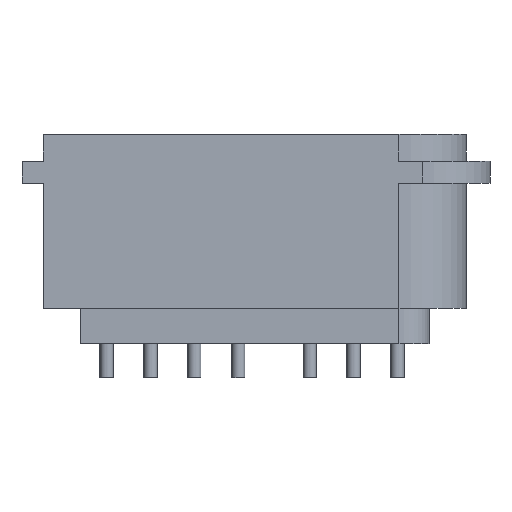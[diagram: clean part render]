
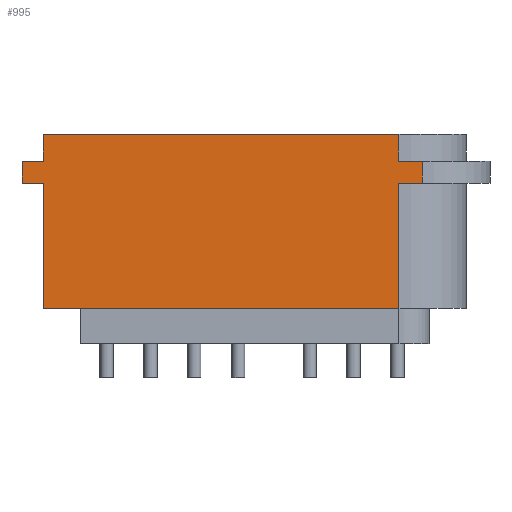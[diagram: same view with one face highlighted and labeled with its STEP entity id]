
A CAD part, front view. The second image highlights one B-rep face of the part: STEP entity #995.
In plain terms, the highlighted planar face has unit normal (0, -1, 0).
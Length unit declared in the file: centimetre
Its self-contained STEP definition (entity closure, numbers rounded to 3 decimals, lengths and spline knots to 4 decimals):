
#156=VECTOR('',#1288,1.);
#162=VECTOR('',#1297,1.);
#163=VECTOR('',#1302,1.);
#165=VECTOR('',#1307,1.);
#168=VECTOR('',#1313,1.);
#169=VECTOR('',#1315,1.);
#170=VECTOR('',#1316,1.);
#171=VECTOR('',#1317,1.);
#172=VECTOR('',#1318,1.);
#173=VECTOR('',#1319,1.);
#224=LINE('',#1558,#156);
#230=LINE('',#1574,#162);
#231=LINE('',#1579,#163);
#233=LINE('',#1585,#165);
#236=LINE('',#1592,#168);
#237=LINE('',#1595,#169);
#238=LINE('',#1597,#170);
#239=LINE('',#1599,#171);
#240=LINE('',#1600,#172);
#241=LINE('',#1603,#173);
#277=PLANE('',#1090);
#343=VERTEX_POINT('',#1559);
#344=VERTEX_POINT('',#1560);
#348=VERTEX_POINT('',#1569);
#350=VERTEX_POINT('',#1573);
#351=VERTEX_POINT('',#1577);
#353=VERTEX_POINT('',#1580);
#356=VERTEX_POINT('',#1591);
#357=VERTEX_POINT('',#1594);
#358=VERTEX_POINT('',#1596);
#359=VERTEX_POINT('',#1598);
#360=VERTEX_POINT('',#1601);
#361=VERTEX_POINT('',#1602);
#487=EDGE_CURVE('',#343,#344,#224,.T.);
#494=EDGE_CURVE('',#348,#350,#230,.T.);
#496=EDGE_CURVE('',#351,#353,#231,.T.);
#499=EDGE_CURVE('',#350,#353,#233,.T.);
#503=EDGE_CURVE('',#351,#356,#236,.T.);
#504=EDGE_CURVE('',#357,#348,#236,.T.);
#505=EDGE_CURVE('',#356,#358,#237,.T.);
#506=EDGE_CURVE('',#358,#359,#238,.T.);
#507=EDGE_CURVE('',#359,#343,#239,.T.);
#508=EDGE_CURVE('',#360,#344,#240,.T.);
#509=EDGE_CURVE('',#360,#361,#238,.T.);
#510=EDGE_CURVE('',#357,#361,#241,.T.);
#697=ORIENTED_EDGE('',*,*,#504,.T.);
#698=ORIENTED_EDGE('',*,*,#494,.T.);
#699=ORIENTED_EDGE('',*,*,#499,.T.);
#700=ORIENTED_EDGE('',*,*,#496,.F.);
#701=ORIENTED_EDGE('',*,*,#503,.T.);
#702=ORIENTED_EDGE('',*,*,#505,.T.);
#703=ORIENTED_EDGE('',*,*,#506,.T.);
#704=ORIENTED_EDGE('',*,*,#507,.T.);
#705=ORIENTED_EDGE('',*,*,#487,.T.);
#706=ORIENTED_EDGE('',*,*,#508,.F.);
#707=ORIENTED_EDGE('',*,*,#509,.T.);
#708=ORIENTED_EDGE('',*,*,#510,.F.);
#838=EDGE_LOOP('',(#697,#698,#699,#700,#701,#702,#703,#704,#705,#706,#707,
#708));
#936=FACE_BOUND('',#838,.T.);
#995=ADVANCED_FACE('',(#936),#277,.T.);
#1090=AXIS2_PLACEMENT_3D('',#1593,#1314,$);
#1288=DIRECTION('',(-1.,0.,0.));
#1297=DIRECTION('',(0.,0.,-1.));
#1302=DIRECTION('',(0.,0.,-1.));
#1307=DIRECTION('',(1.,0.,0.));
#1313=DIRECTION('',(1.,0.,0.));
#1314=DIRECTION('',(0.,-1.,0.));
#1315=DIRECTION('',(0.,0.,1.));
#1316=DIRECTION('',(-1.,0.,0.));
#1317=DIRECTION('',(0.,0.,1.));
#1318=DIRECTION('',(0.,0.,1.));
#1319=DIRECTION('',(0.,0.,1.));
#1558=CARTESIAN_POINT('',(-1.9375,-0.615,0.445));
#1559=CARTESIAN_POINT('',(1.3025,-0.615,0.445));
#1560=CARTESIAN_POINT('',(-1.9375,-0.615,0.445));
#1569=CARTESIAN_POINT('',(-1.9375,-0.615,0.));
#1573=CARTESIAN_POINT('',(-1.9375,-0.615,-1.14));
#1574=CARTESIAN_POINT('',(-1.9375,-0.615,0.2));
#1577=CARTESIAN_POINT('',(1.3025,-0.615,0.));
#1579=CARTESIAN_POINT('',(1.3025,-0.615,0.2));
#1580=CARTESIAN_POINT('',(1.3025,-0.615,-1.14));
#1585=CARTESIAN_POINT('',(1.3025,-0.615,-1.14));
#1591=CARTESIAN_POINT('',(1.517,-0.615,0.));
#1592=CARTESIAN_POINT('',(-2.132,-0.615,0.));
#1593=CARTESIAN_POINT('',(-0.3075,-0.615,0.));
#1594=CARTESIAN_POINT('',(-2.132,-0.615,0.));
#1595=CARTESIAN_POINT('',(1.517,-0.615,0.));
#1596=CARTESIAN_POINT('',(1.517,-0.615,0.2));
#1597=CARTESIAN_POINT('',(-2.132,-0.615,0.2));
#1598=CARTESIAN_POINT('',(1.3025,-0.615,0.2));
#1599=CARTESIAN_POINT('',(1.3025,-0.615,0.2));
#1600=CARTESIAN_POINT('',(-1.9375,-0.615,0.2));
#1601=CARTESIAN_POINT('',(-1.9375,-0.615,0.2));
#1602=CARTESIAN_POINT('',(-2.132,-0.615,0.2));
#1603=CARTESIAN_POINT('',(-2.132,-0.615,0.));
